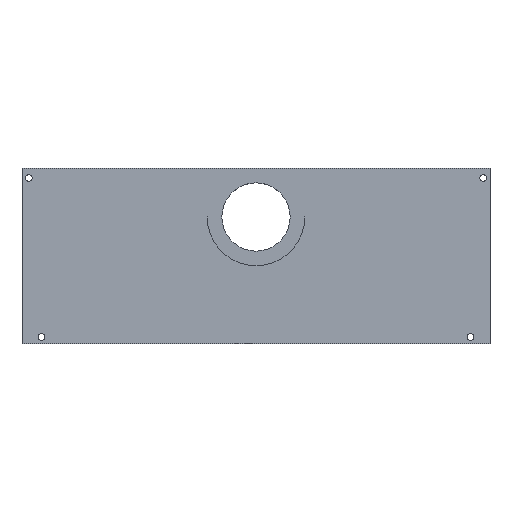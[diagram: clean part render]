
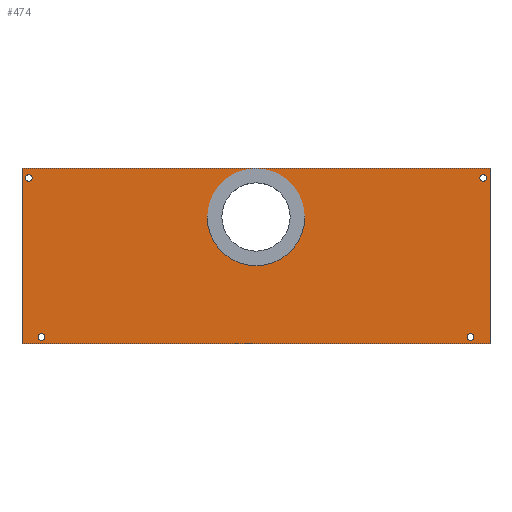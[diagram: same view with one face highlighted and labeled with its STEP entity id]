
A CAD part, top view. The second image highlights one B-rep face of the part: STEP entity #474.
In plain terms, the highlighted planar face has unit normal (0, 0, 1).
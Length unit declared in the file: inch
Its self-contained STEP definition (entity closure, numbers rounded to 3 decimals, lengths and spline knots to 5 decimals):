
#3 = AXIS2_PLACEMENT_3D ( 'NONE', #479, #270, #596 ) ;
#7 = CARTESIAN_POINT ( 'NONE',  ( 5.5, -3.075, 0.375 ) ) ;
#18 = CARTESIAN_POINT ( 'NONE',  ( -5.825, 1., 0.375 ) ) ;
#21 = PLANE ( 'NONE',  #141 ) ;
#24 = DIRECTION ( 'NONE',  ( 0., 1., 0. ) ) ;
#25 = EDGE_CURVE ( 'NONE', #521, #355, #140, .T. ) ;
#27 = DIRECTION ( 'NONE',  ( 0., 0., 1. ) ) ;
#31 = CARTESIAN_POINT ( 'NONE',  ( 6., 1.25, 0.375 ) ) ;
#38 = DIRECTION ( 'NONE',  ( 1., 0., 0. ) ) ;
#42 = CARTESIAN_POINT ( 'NONE',  ( -5.415, -3.075, 0.375 ) ) ;
#45 = CARTESIAN_POINT ( 'NONE',  ( -6., 1.25, 0.375 ) ) ;
#46 = ORIENTED_EDGE ( 'NONE', *, *, #82, .F. ) ;
#50 = CARTESIAN_POINT ( 'NONE',  ( 1.25, 0., 0.375 ) ) ;
#55 = ORIENTED_EDGE ( 'NONE', *, *, #331, .F. ) ;
#64 = EDGE_LOOP ( 'NONE', ( #471, #704, #602, #565, #310, #426, #124, #68 ) ) ;
#68 = ORIENTED_EDGE ( 'NONE', *, *, #461, .T. ) ;
#70 = AXIS2_PLACEMENT_3D ( 'NONE', #236, #80, #129 ) ;
#73 = CIRCLE ( 'NONE', #342, 0.085 ) ;
#75 = EDGE_CURVE ( 'NONE', #521, #179, #302, .T. ) ;
#80 = DIRECTION ( 'NONE',  ( 0., 0., 1. ) ) ;
#81 = VERTEX_POINT ( 'NONE', #195 ) ;
#82 = EDGE_CURVE ( 'NONE', #154, #231, #366, .T. ) ;
#84 = DIRECTION ( 'NONE',  ( 0., -1., 0. ) ) ;
#92 = DIRECTION ( 'NONE',  ( 1., 0., 0. ) ) ;
#95 = CARTESIAN_POINT ( 'NONE',  ( -5.91, 1., 0.375 ) ) ;
#96 = AXIS2_PLACEMENT_3D ( 'NONE', #419, #644, #170 ) ;
#106 = CARTESIAN_POINT ( 'NONE',  ( -5.585, -3.075, 0.375 ) ) ;
#112 = CIRCLE ( 'NONE', #412, 0.085 ) ;
#115 = ORIENTED_EDGE ( 'NONE', *, *, #281, .F. ) ;
#118 = ORIENTED_EDGE ( 'NONE', *, *, #439, .F. ) ;
#123 = EDGE_LOOP ( 'NONE', ( #46, #118 ) ) ;
#124 = ORIENTED_EDGE ( 'NONE', *, *, #687, .T. ) ;
#129 = DIRECTION ( 'NONE',  ( 1., 0., 0. ) ) ;
#140 = CIRCLE ( 'NONE', #604, 1.25 ) ;
#141 = AXIS2_PLACEMENT_3D ( 'NONE', #413, #595, #367 ) ;
#143 = CARTESIAN_POINT ( 'NONE',  ( 5.415, -3.075, 0.375 ) ) ;
#144 = CARTESIAN_POINT ( 'NONE',  ( 5.91, 1., 0.375 ) ) ;
#153 = CARTESIAN_POINT ( 'NONE',  ( -5.74, 1., 0.375 ) ) ;
#154 = VERTEX_POINT ( 'NONE', #153 ) ;
#165 = CIRCLE ( 'NONE', #96, 0.085 ) ;
#169 = VERTEX_POINT ( 'NONE', #42 ) ;
#170 = DIRECTION ( 'NONE',  ( 1., 0., 0. ) ) ;
#179 = VERTEX_POINT ( 'NONE', #591 ) ;
#184 = VECTOR ( 'NONE', #24, 39.37008 ) ;
#187 = EDGE_CURVE ( 'NONE', #297, #521, #207, .T. ) ;
#193 = FACE_BOUND ( 'NONE', #274, .T. ) ;
#195 = CARTESIAN_POINT ( 'NONE',  ( -6., -3.25, 0.375 ) ) ;
#196 = ORIENTED_EDGE ( 'NONE', *, *, #229, .F. ) ;
#202 = CARTESIAN_POINT ( 'NONE',  ( -5.5, -3.075, 0.375 ) ) ;
#207 = LINE ( 'NONE', #45, #225 ) ;
#208 = CARTESIAN_POINT ( 'NONE',  ( -6., -3.25, 0.375 ) ) ;
#217 = DIRECTION ( 'NONE',  ( 1., 0., 0. ) ) ;
#225 = VECTOR ( 'NONE', #686, 39.37008 ) ;
#229 = EDGE_CURVE ( 'NONE', #169, #288, #634, .T. ) ;
#231 = VERTEX_POINT ( 'NONE', #95 ) ;
#232 = ORIENTED_EDGE ( 'NONE', *, *, #558, .F. ) ;
#236 = CARTESIAN_POINT ( 'NONE',  ( -5.825, 1., 0.375 ) ) ;
#245 = ORIENTED_EDGE ( 'NONE', *, *, #616, .F. ) ;
#270 = DIRECTION ( 'NONE',  ( 0., 0., 1. ) ) ;
#273 = DIRECTION ( 'NONE',  ( 0., 0., 1. ) ) ;
#274 = EDGE_LOOP ( 'NONE', ( #55, #232 ) ) ;
#279 = VERTEX_POINT ( 'NONE', #50 ) ;
#281 = EDGE_CURVE ( 'NONE', #288, #169, #298, .T. ) ;
#284 = VECTOR ( 'NONE', #485, 39.37008 ) ;
#288 = VERTEX_POINT ( 'NONE', #106 ) ;
#297 = VERTEX_POINT ( 'NONE', #31 ) ;
#298 = CIRCLE ( 'NONE', #3, 0.085 ) ;
#300 = LINE ( 'NONE', #515, #184 ) ;
#301 = CARTESIAN_POINT ( 'NONE',  ( 5.5, -3.075, 0.375 ) ) ;
#302 = LINE ( 'NONE', #517, #382 ) ;
#308 = CARTESIAN_POINT ( 'NONE',  ( 0., 1.25, 0.375 ) ) ;
#310 = ORIENTED_EDGE ( 'NONE', *, *, #75, .T. ) ;
#319 = CARTESIAN_POINT ( 'NONE',  ( 0., 0., 0.375 ) ) ;
#326 = CIRCLE ( 'NONE', #556, 0.085 ) ;
#328 = CARTESIAN_POINT ( 'NONE',  ( 0., 0., 0.375 ) ) ;
#331 = EDGE_CURVE ( 'NONE', #435, #667, #112, .T. ) ;
#342 = AXIS2_PLACEMENT_3D ( 'NONE', #18, #397, #460 ) ;
#350 = AXIS2_PLACEMENT_3D ( 'NONE', #202, #429, #372 ) ;
#355 = VERTEX_POINT ( 'NONE', #639 ) ;
#357 = DIRECTION ( 'NONE',  ( 1., 0., 0. ) ) ;
#360 = LINE ( 'NONE', #208, #284 ) ;
#361 = FACE_OUTER_BOUND ( 'NONE', #64, .T. ) ;
#366 = CIRCLE ( 'NONE', #70, 0.085 ) ;
#367 = DIRECTION ( 'NONE',  ( -1., 0., 0. ) ) ;
#369 = VECTOR ( 'NONE', #84, 39.37008 ) ;
#372 = DIRECTION ( 'NONE',  ( 1., 0., 0. ) ) ;
#382 = VECTOR ( 'NONE', #674, 39.37008 ) ;
#389 = AXIS2_PLACEMENT_3D ( 'NONE', #469, #408, #92 ) ;
#397 = DIRECTION ( 'NONE',  ( 0., 0., 1. ) ) ;
#408 = DIRECTION ( 'NONE',  ( 0., 0., 1. ) ) ;
#412 = AXIS2_PLACEMENT_3D ( 'NONE', #7, #447, #476 ) ;
#413 = CARTESIAN_POINT ( 'NONE',  ( 0., 0., 0.375 ) ) ;
#419 = CARTESIAN_POINT ( 'NONE',  ( 5.825, 1., 0.375 ) ) ;
#426 = ORIENTED_EDGE ( 'NONE', *, *, #451, .T. ) ;
#429 = DIRECTION ( 'NONE',  ( 0., 0., 1. ) ) ;
#435 = VERTEX_POINT ( 'NONE', #566 ) ;
#439 = EDGE_CURVE ( 'NONE', #231, #154, #73, .T. ) ;
#441 = CARTESIAN_POINT ( 'NONE',  ( 0., 0., 0.375 ) ) ;
#447 = DIRECTION ( 'NONE',  ( 0., 0., 1. ) ) ;
#451 = EDGE_CURVE ( 'NONE', #179, #81, #623, .T. ) ;
#460 = DIRECTION ( 'NONE',  ( 1., 0., 0. ) ) ;
#461 = EDGE_CURVE ( 'NONE', #617, #297, #300, .T. ) ;
#469 = CARTESIAN_POINT ( 'NONE',  ( 5.825, 1., 0.375 ) ) ;
#471 = ORIENTED_EDGE ( 'NONE', *, *, #187, .T. ) ;
#472 = DIRECTION ( 'NONE',  ( 0., 0., 1. ) ) ;
#474 = ADVANCED_FACE ( 'NONE', ( #193, #618, #551, #577, #361 ), #21, .F. ) ;
#476 = DIRECTION ( 'NONE',  ( 1., 0., 0. ) ) ;
#479 = CARTESIAN_POINT ( 'NONE',  ( -5.5, -3.075, 0.375 ) ) ;
#484 = EDGE_CURVE ( 'NONE', #620, #490, #607, .T. ) ;
#485 = DIRECTION ( 'NONE',  ( 1., 0., 0. ) ) ;
#490 = VERTEX_POINT ( 'NONE', #144 ) ;
#510 = EDGE_CURVE ( 'NONE', #279, #521, #589, .T. ) ;
#515 = CARTESIAN_POINT ( 'NONE',  ( 6., -3.25, 0.375 ) ) ;
#517 = CARTESIAN_POINT ( 'NONE',  ( -6., 1.25, 0.375 ) ) ;
#521 = VERTEX_POINT ( 'NONE', #308 ) ;
#524 = CIRCLE ( 'NONE', #603, 1.25 ) ;
#535 = DIRECTION ( 'NONE',  ( 0., 0., 1. ) ) ;
#551 = FACE_BOUND ( 'NONE', #123, .T. ) ;
#556 = AXIS2_PLACEMENT_3D ( 'NONE', #301, #472, #38 ) ;
#558 = EDGE_CURVE ( 'NONE', #667, #435, #326, .T. ) ;
#561 = EDGE_LOOP ( 'NONE', ( #196, #115 ) ) ;
#565 = ORIENTED_EDGE ( 'NONE', *, *, #25, .F. ) ;
#566 = CARTESIAN_POINT ( 'NONE',  ( 5.585, -3.075, 0.375 ) ) ;
#570 = CARTESIAN_POINT ( 'NONE',  ( -6., -3.25, 0.375 ) ) ;
#573 = AXIS2_PLACEMENT_3D ( 'NONE', #319, #535, #357 ) ;
#577 = FACE_BOUND ( 'NONE', #561, .T. ) ;
#589 = CIRCLE ( 'NONE', #573, 1.25 ) ;
#591 = CARTESIAN_POINT ( 'NONE',  ( -6., 1.25, 0.375 ) ) ;
#595 = DIRECTION ( 'NONE',  ( 0., 0., -1. ) ) ;
#596 = DIRECTION ( 'NONE',  ( 1., 0., 0. ) ) ;
#602 = ORIENTED_EDGE ( 'NONE', *, *, #647, .F. ) ;
#603 = AXIS2_PLACEMENT_3D ( 'NONE', #328, #273, #217 ) ;
#604 = AXIS2_PLACEMENT_3D ( 'NONE', #441, #27, #680 ) ;
#605 = CARTESIAN_POINT ( 'NONE',  ( 6., -3.25, 0.375 ) ) ;
#607 = CIRCLE ( 'NONE', #389, 0.085 ) ;
#616 = EDGE_CURVE ( 'NONE', #490, #620, #165, .T. ) ;
#617 = VERTEX_POINT ( 'NONE', #605 ) ;
#618 = FACE_BOUND ( 'NONE', #661, .T. ) ;
#620 = VERTEX_POINT ( 'NONE', #698 ) ;
#623 = LINE ( 'NONE', #570, #369 ) ;
#634 = CIRCLE ( 'NONE', #350, 0.085 ) ;
#639 = CARTESIAN_POINT ( 'NONE',  ( -1.25, 0., 0.375 ) ) ;
#644 = DIRECTION ( 'NONE',  ( 0., 0., 1. ) ) ;
#647 = EDGE_CURVE ( 'NONE', #355, #279, #524, .T. ) ;
#661 = EDGE_LOOP ( 'NONE', ( #245, #663 ) ) ;
#663 = ORIENTED_EDGE ( 'NONE', *, *, #484, .F. ) ;
#667 = VERTEX_POINT ( 'NONE', #143 ) ;
#674 = DIRECTION ( 'NONE',  ( -1., 0., 0. ) ) ;
#680 = DIRECTION ( 'NONE',  ( 1., 0., 0. ) ) ;
#686 = DIRECTION ( 'NONE',  ( -1., 0., 0. ) ) ;
#687 = EDGE_CURVE ( 'NONE', #81, #617, #360, .T. ) ;
#698 = CARTESIAN_POINT ( 'NONE',  ( 5.74, 1., 0.375 ) ) ;
#704 = ORIENTED_EDGE ( 'NONE', *, *, #510, .F. ) ;
